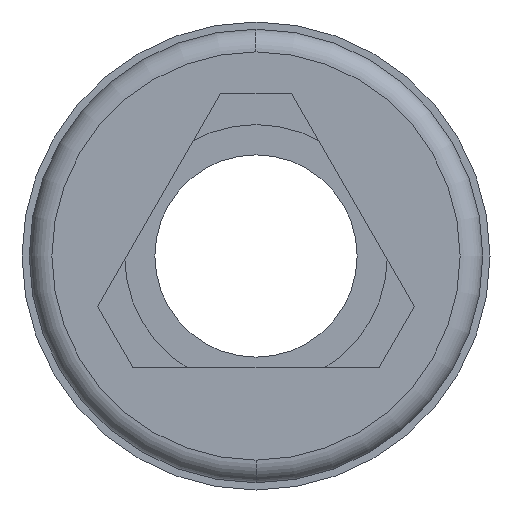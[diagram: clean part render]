
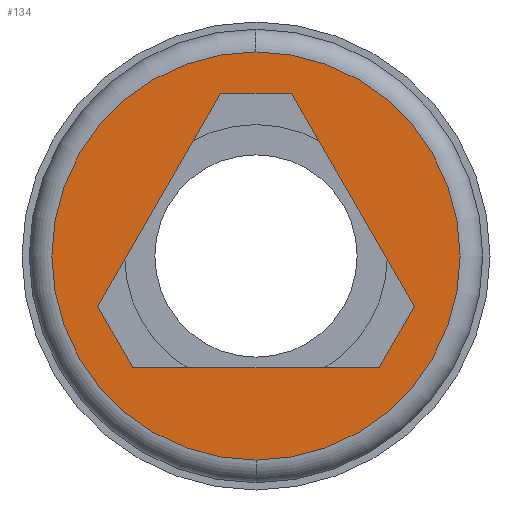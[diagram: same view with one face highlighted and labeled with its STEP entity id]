
A CAD part, front view. The second image highlights one B-rep face of the part: STEP entity #134.
In plain terms, the highlighted planar face has unit normal (0, -1, 0).
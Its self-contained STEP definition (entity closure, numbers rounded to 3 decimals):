
#134=ADVANCED_FACE('',(#304,#305),#306,.T.);
#304=FACE_BOUND('',#511,.T.);
#305=FACE_OUTER_BOUND('',#512,.T.);
#306=PLANE('',#513);
#511=EDGE_LOOP('',(#837,#838,#839,#840,#841,#842));
#512=EDGE_LOOP('',(#843,#844,#845));
#513=AXIS2_PLACEMENT_3D('',#846,#847,#848);
#837=ORIENTED_EDGE('',*,*,#1265,.T.);
#838=ORIENTED_EDGE('',*,*,#1257,.T.);
#839=ORIENTED_EDGE('',*,*,#1266,.T.);
#840=ORIENTED_EDGE('',*,*,#1267,.T.);
#841=ORIENTED_EDGE('',*,*,#1268,.T.);
#842=ORIENTED_EDGE('',*,*,#1269,.T.);
#843=ORIENTED_EDGE('',*,*,#1196,.F.);
#844=ORIENTED_EDGE('',*,*,#1195,.F.);
#845=ORIENTED_EDGE('',*,*,#1215,.F.);
#846=CARTESIAN_POINT('',(3.533,0.0,0.0));
#847=DIRECTION('',(-0.0,-1.0,-0.0));
#848=DIRECTION('',(-1.0,0.0,0.0));
#1195=EDGE_CURVE('',#1421,#1424,#1425,.T.);
#1196=EDGE_CURVE('',#1424,#1426,#1427,.T.);
#1215=EDGE_CURVE('',#1426,#1421,#1457,.T.);
#1257=EDGE_CURVE('',#1520,#1518,#1521,.T.);
#1265=EDGE_CURVE('',#1533,#1520,#1534,.T.);
#1266=EDGE_CURVE('',#1518,#1535,#1536,.T.);
#1267=EDGE_CURVE('',#1535,#1537,#1538,.T.);
#1268=EDGE_CURVE('',#1537,#1539,#1540,.T.);
#1269=EDGE_CURVE('',#1539,#1533,#1541,.T.);
#1421=VERTEX_POINT('',#1760);
#1424=VERTEX_POINT('',#1763);
#1425=CIRCLE('',#1764,7.065);
#1426=VERTEX_POINT('',#1765);
#1427=CIRCLE('',#1766,7.065);
#1457=CIRCLE('',#1811,7.065);
#1518=VERTEX_POINT('',#1961);
#1520=VERTEX_POINT('',#1964);
#1521=LINE('',#1965,#1966);
#1533=VERTEX_POINT('',#1979);
#1534=LINE('',#1980,#1981);
#1535=VERTEX_POINT('',#1982);
#1536=LINE('',#1983,#1984);
#1537=VERTEX_POINT('',#1985);
#1538=LINE('',#1986,#1987);
#1539=VERTEX_POINT('',#1988);
#1540=LINE('',#1989,#1990);
#1541=LINE('',#1991,#1992);
#1760=CARTESIAN_POINT('',(0.,0.0,7.065));
#1763=CARTESIAN_POINT('',(7.065,0.0,0.0));
#1764=AXIS2_PLACEMENT_3D('',#2178,#2179,#2180);
#1765=CARTESIAN_POINT('',(0.,0.0,-7.065));
#1766=AXIS2_PLACEMENT_3D('',#2181,#2182,#2183);
#1811=AXIS2_PLACEMENT_3D('',#2215,#2216,#2217);
#1961=CARTESIAN_POINT('',(-1.226,0.0,5.625));
#1964=CARTESIAN_POINT('',(-5.485,0.0,-1.75));
#1965=CARTESIAN_POINT('',(-2.914,0.0,2.702));
#1966=VECTOR('',#2261,1.0);
#1979=CARTESIAN_POINT('',(-4.258,0.0,-3.875));
#1980=CARTESIAN_POINT('',(-4.43,0.0,-3.577));
#1981=VECTOR('',#2275,1.0);
#1982=CARTESIAN_POINT('',(1.226,0.0,5.625));
#1983=CARTESIAN_POINT('',(1.766,0.0,5.625));
#1984=VECTOR('',#2276,1.0);
#1985=CARTESIAN_POINT('',(5.485,0.0,-1.75));
#1986=CARTESIAN_POINT('',(3.797,0.0,1.173));
#1987=VECTOR('',#2277,1.0);
#1988=CARTESIAN_POINT('',(4.258,0.0,-3.875));
#1989=CARTESIAN_POINT('',(5.313,0.0,-2.048));
#1990=VECTOR('',#2278,1.0);
#1991=CARTESIAN_POINT('',(1.766,0.0,-3.875));
#1992=VECTOR('',#2279,1.0);
#2178=CARTESIAN_POINT('',(0.0,0.0,0.0));
#2179=DIRECTION('',(-0.0,1.0,0.0));
#2180=DIRECTION('',(1.0,0.0,0.0));
#2181=CARTESIAN_POINT('',(0.0,0.0,0.0));
#2182=DIRECTION('',(-0.0,1.0,0.0));
#2183=DIRECTION('',(1.0,0.0,0.0));
#2215=CARTESIAN_POINT('',(0.0,0.0,0.0));
#2216=DIRECTION('',(-0.0,1.0,0.0));
#2217=DIRECTION('',(1.0,0.0,0.0));
#2261=DIRECTION('',(0.5,-0.0,0.866));
#2275=DIRECTION('',(-0.5,0.0,0.866));
#2276=DIRECTION('',(1.0,0.0,0.0));
#2277=DIRECTION('',(0.5,0.0,-0.866));
#2278=DIRECTION('',(-0.5,0.0,-0.866));
#2279=DIRECTION('',(-1.0,0.0,-0.0));
